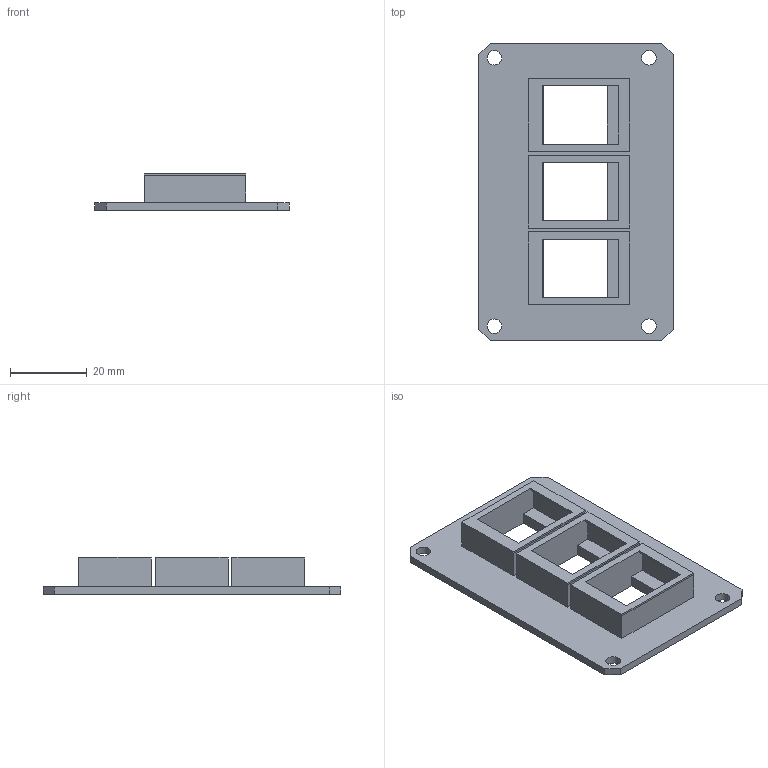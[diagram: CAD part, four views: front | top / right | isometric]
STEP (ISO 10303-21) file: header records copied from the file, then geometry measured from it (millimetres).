
FILE_DESCRIPTION(/* description */ (''),/* implementation_level */ '2;1');
FILE_NAME(/* name */ 'Side Panel - Keystone - 3 Keys.step',/* time_stamp */ '2022-10-23T08:52:26-05:00',/* author */ (''),/* organization */ (''),/* preprocessor_version */ 'ST-DEVELOPER v19.2',/* originating_system */ 'Autodesk Translation Framework v11.17.0.187',/* authorisation */ '');
FILE_SCHEMA (('AUTOMOTIVE_DESIGN { 1 0 10303 214 3 1 1 }'));
Length unit declared in the file: millimetre
Products named in the file (2): Side Panel - Keystone - 3 Keys; 3 Keys
Assembly tree (1 placements, depth 2):
  Side Panel - Keystone - 3 Keys
    3 Keys
Bounding box: 50.6 x 77.6 x 9.7 mm (x, y, z)
Volume: 14997.2 mm3; surface area: 17561.4 mm2
Topology: 2 solids, 2 shells, 124 faces, 354 edges, 234 vertices
Faces by surface type: plane 116, cylinder 8
Full cylindrical faces by diameter (mm): 3.8 x8
Entity records: 4095 total; most frequent: CARTESIAN_POINT 715, ORIENTED_EDGE 708, DIRECTION 624, EDGE_CURVE 354, LINE 338, VECTOR 338, VERTEX_POINT 234, EDGE_LOOP 158
